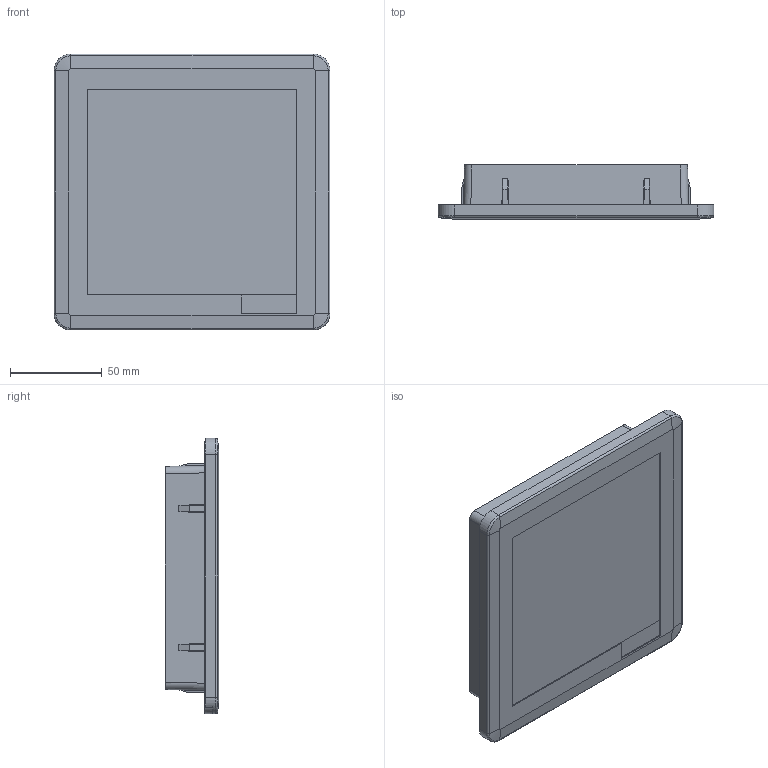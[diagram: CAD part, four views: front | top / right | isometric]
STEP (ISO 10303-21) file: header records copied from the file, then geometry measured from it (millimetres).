
FILE_DESCRIPTION (( 'STEP AP214' ), '1' );
FILE_NAME ('FF12y-125 type 3R (p.c.).STEP', '2022-03-04T14:19:39', ( '' ), ( '' ), 'SwSTEP 2.0', 'SolidWorks 2021', '' );
FILE_SCHEMA (( 'AUTOMOTIVE_DESIGN' ));
Length unit declared in the file: inch
Products named in the file (1): FF12y-125 type 3R (p.c.)
Bounding box: 150 x 29.2 x 150 mm (x, y, z)
Volume: 480595.1 mm3; surface area: 64398 mm2
Topology: 1 solids, 1 shells, 194 faces, 582 edges, 444 vertices
Faces by surface type: plane 129, cylinder 35, bspline 20, cone 6, torus 4
Entity records: 8286 total; most frequent: CARTESIAN_POINT 3049, ORIENTED_EDGE 1164, DIRECTION 899, EDGE_CURVE 582, LINE 449, VECTOR 449, VERTEX_POINT 444, EDGE_LOOP 248
